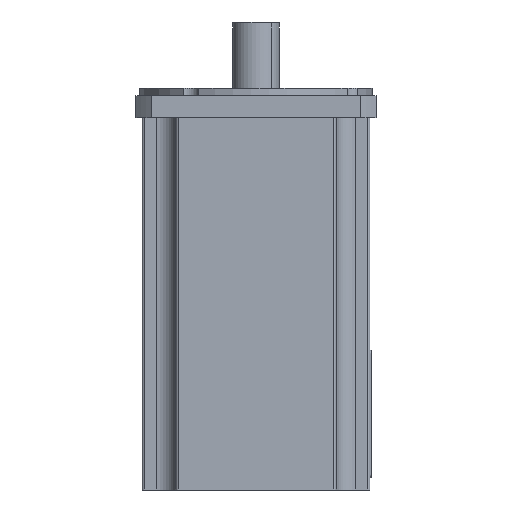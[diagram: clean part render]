
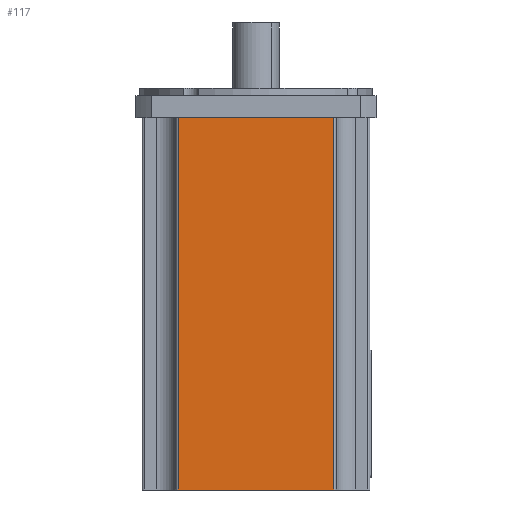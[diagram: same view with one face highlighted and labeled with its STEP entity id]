
A CAD part, front view. The second image highlights one B-rep face of the part: STEP entity #117.
In plain terms, the highlighted planar face has unit normal (0, -1, 0).
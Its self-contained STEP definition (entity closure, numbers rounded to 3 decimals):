
#1 = EDGE_CURVE ( 'NONE', #95, #233, #3645, .T. ) ;
#2 = ORIENTED_EDGE ( 'NONE', *, *, #1, .T. ) ;
#35 = ORIENTED_EDGE ( 'NONE', *, *, #36, .T. ) ;
#36 = EDGE_CURVE ( 'NONE', #531, #95, #3803, .T. ) ;
#40 = VERTEX_POINT ( 'NONE', #3792 ) ;
#95 = VERTEX_POINT ( 'NONE', #3857 ) ;
#96 = ORIENTED_EDGE ( 'NONE', *, *, #158, .T. ) ;
#117 = ADVANCED_FACE ( 'NONE', ( #3869 ), #3874, .T. ) ;
#118 = ORIENTED_EDGE ( 'NONE', *, *, #120, .T. ) ;
#120 = EDGE_CURVE ( 'NONE', #40, #531, #3739, .T. ) ;
#132 = EDGE_LOOP ( 'NONE', ( #118, #35, #2, #96 ) ) ;
#158 = EDGE_CURVE ( 'NONE', #233, #40, #3747, .T. ) ;
#233 = VERTEX_POINT ( 'NONE', #4192 ) ;
#531 = VERTEX_POINT ( 'NONE', #4633 ) ;
#3642 = DIRECTION ( 'NONE',  ( 0., 0., -1. ) ) ;
#3643 = VECTOR ( 'NONE', #3642, 1000. ) ;
#3644 = CARTESIAN_POINT ( 'NONE',  ( -31.659, -46.5, -154. ) ) ;
#3645 = LINE ( 'NONE', #3644, #3643 ) ;
#3736 = DIRECTION ( 'NONE',  ( 0., 0., 1. ) ) ;
#3737 = VECTOR ( 'NONE', #3736, 1000. ) ;
#3738 = CARTESIAN_POINT ( 'NONE',  ( 31.659, -46.5, -154. ) ) ;
#3739 = LINE ( 'NONE', #3738, #3737 ) ;
#3740 = DIRECTION ( 'NONE',  ( 1., 0., 0. ) ) ;
#3741 = DIRECTION ( 'NONE',  ( 0., -1., 0. ) ) ;
#3742 = CARTESIAN_POINT ( 'NONE',  ( -32.659, -46.5, -154. ) ) ;
#3743 = DIRECTION ( 'NONE',  ( 1., 0., 0. ) ) ;
#3744 = VECTOR ( 'NONE', #3743, 1000. ) ;
#3745 = CARTESIAN_POINT ( 'NONE',  ( -32.659, -46.5, -153. ) ) ;
#3747 = LINE ( 'NONE', #3745, #3744 ) ;
#3792 = CARTESIAN_POINT ( 'NONE',  ( 31.659, -46.5, -153. ) ) ;
#3800 = DIRECTION ( 'NONE',  ( -1., 0., 0. ) ) ;
#3801 = VECTOR ( 'NONE', #3800, 1000. ) ;
#3802 = CARTESIAN_POINT ( 'NONE',  ( -32.659, -46.5, -1. ) ) ;
#3803 = LINE ( 'NONE', #3802, #3801 ) ;
#3857 = CARTESIAN_POINT ( 'NONE',  ( -31.659, -46.5, -1. ) ) ;
#3868 = AXIS2_PLACEMENT_3D ( 'NONE', #3742, #3741, #3740 ) ;
#3869 = FACE_OUTER_BOUND ( 'NONE', #132, .T. ) ;
#3874 = PLANE ( 'NONE',  #3868 ) ;
#4192 = CARTESIAN_POINT ( 'NONE',  ( -31.659, -46.5, -153. ) ) ;
#4633 = CARTESIAN_POINT ( 'NONE',  ( 31.659, -46.5, -1. ) ) ;
